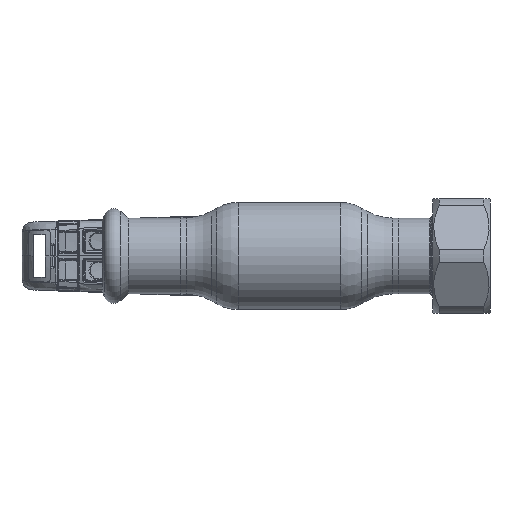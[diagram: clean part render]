
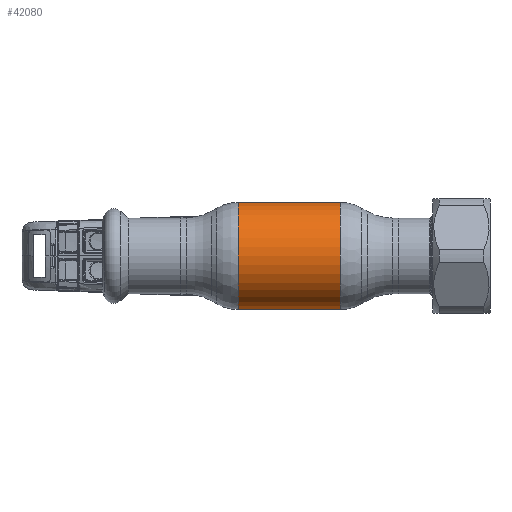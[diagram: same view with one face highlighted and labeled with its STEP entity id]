
A CAD part, front view. The second image highlights one B-rep face of the part: STEP entity #42080.
In plain terms, the highlighted cylindrical face has radius 15 mm (diameter 30 mm), a partial arc.
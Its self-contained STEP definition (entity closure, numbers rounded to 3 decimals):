
#3415 = CARTESIAN_POINT ( 'NONE',  ( -14.285, 0., 15. ) ) ;
#5659 = DIRECTION ( 'NONE',  ( -1., 0., 0. ) ) ;
#6188 = CARTESIAN_POINT ( 'NONE',  ( -14.285, 0., 0. ) ) ;
#6940 = CARTESIAN_POINT ( 'NONE',  ( -14.285, 0., -15. ) ) ;
#7648 = VERTEX_POINT ( 'NONE', #22748 ) ;
#7809 = CIRCLE ( 'NONE', #33617, 15. ) ;
#12508 = CARTESIAN_POINT ( 'NONE',  ( -62.69, 0., -15. ) ) ;
#16775 = CARTESIAN_POINT ( 'NONE',  ( -62.69, 0., 0. ) ) ;
#17148 = DIRECTION ( 'NONE',  ( 0., 0., 1. ) ) ;
#18253 = ORIENTED_EDGE ( 'NONE', *, *, #61979, .F. ) ;
#18772 = ORIENTED_EDGE ( 'NONE', *, *, #64592, .F. ) ;
#21440 = DIRECTION ( 'NONE',  ( 0., 0., 1. ) ) ;
#22275 = DIRECTION ( 'NONE',  ( 0., 0., 1. ) ) ;
#22300 = CARTESIAN_POINT ( 'NONE',  ( 14.285, 0., 0. ) ) ;
#22748 = CARTESIAN_POINT ( 'NONE',  ( 14.285, 0., -15. ) ) ;
#26573 = CIRCLE ( 'NONE', #31157, 15. ) ;
#31157 = AXIS2_PLACEMENT_3D ( 'NONE', #22300, #53560, #17148 ) ;
#33582 = LINE ( 'NONE', #36243, #56632 ) ;
#33617 = AXIS2_PLACEMENT_3D ( 'NONE', #6188, #52860, #22275 ) ;
#34404 = AXIS2_PLACEMENT_3D ( 'NONE', #16775, #42218, #21440 ) ;
#34885 = VECTOR ( 'NONE', #53636, 1000. ) ;
#36243 = CARTESIAN_POINT ( 'NONE',  ( -62.69, 0., 15. ) ) ;
#38034 = EDGE_CURVE ( 'NONE', #7648, #51613, #26573, .T. ) ;
#39644 = EDGE_CURVE ( 'NONE', #51613, #59896, #33582, .T. ) ;
#42080 = ADVANCED_FACE ( 'NONE', ( #65215 ), #52358, .T. ) ;
#42218 = DIRECTION ( 'NONE',  ( -1., 0., 0. ) ) ;
#47950 = CARTESIAN_POINT ( 'NONE',  ( 14.285, 0., 15. ) ) ;
#48437 = VERTEX_POINT ( 'NONE', #6940 ) ;
#48467 = LINE ( 'NONE', #12508, #34885 ) ;
#50740 = ORIENTED_EDGE ( 'NONE', *, *, #39644, .T. ) ;
#51124 = EDGE_LOOP ( 'NONE', ( #18772, #51816, #50740, #18253 ) ) ;
#51613 = VERTEX_POINT ( 'NONE', #47950 ) ;
#51816 = ORIENTED_EDGE ( 'NONE', *, *, #38034, .T. ) ;
#52358 = CYLINDRICAL_SURFACE ( 'NONE', #34404, 15. ) ;
#52860 = DIRECTION ( 'NONE',  ( -1., 0., 0. ) ) ;
#53560 = DIRECTION ( 'NONE',  ( -1., 0., 0. ) ) ;
#53636 = DIRECTION ( 'NONE',  ( -1., 0., 0. ) ) ;
#56632 = VECTOR ( 'NONE', #5659, 1000. ) ;
#59896 = VERTEX_POINT ( 'NONE', #3415 ) ;
#61979 = EDGE_CURVE ( 'NONE', #48437, #59896, #7809, .T. ) ;
#64592 = EDGE_CURVE ( 'NONE', #7648, #48437, #48467, .T. ) ;
#65215 = FACE_OUTER_BOUND ( 'NONE', #51124, .T. ) ;
